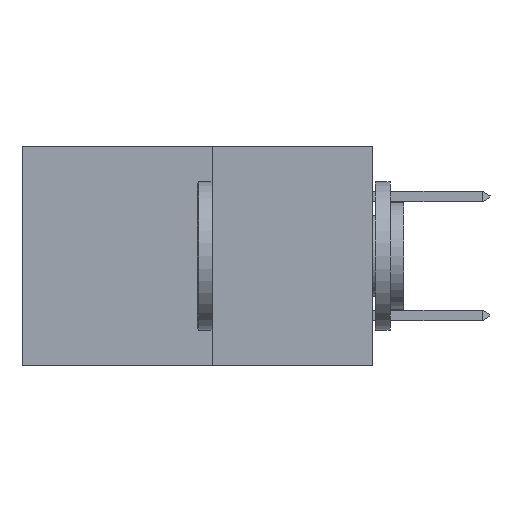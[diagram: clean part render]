
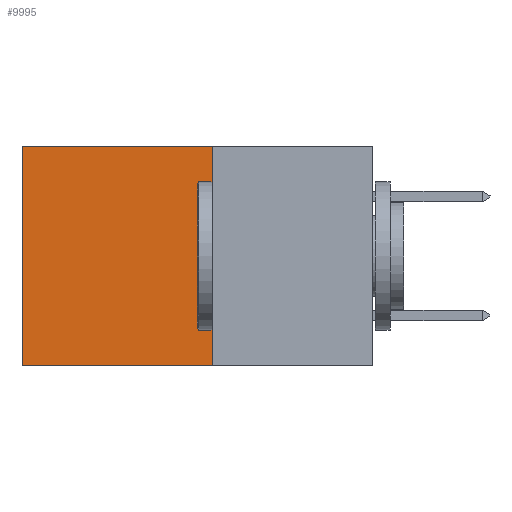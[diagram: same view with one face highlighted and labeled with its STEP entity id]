
A CAD part, left-side view. The second image highlights one B-rep face of the part: STEP entity #9995.
In plain terms, the highlighted planar face has unit normal (-1, 0, 0).
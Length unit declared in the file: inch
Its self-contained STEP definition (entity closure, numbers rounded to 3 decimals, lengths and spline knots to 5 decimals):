
#835 = ORIENTED_EDGE ( 'NONE', *, *, #8982, .F. ) ;
#1352 = VECTOR ( 'NONE', #25570, 39.37008 ) ;
#1627 = PLANE ( 'NONE',  #3386 ) ;
#2518 = EDGE_LOOP ( 'NONE', ( #20942, #13426, #835, #11460 ) ) ;
#3386 = AXIS2_PLACEMENT_3D ( 'NONE', #3593, #22249, #9948 ) ;
#3593 = CARTESIAN_POINT ( 'NONE',  ( 0.277, 0.27, -0.37 ) ) ;
#4087 = CARTESIAN_POINT ( 'NONE',  ( 0.277, 0.27, 0. ) ) ;
#4201 = DIRECTION ( 'NONE',  ( 0., 1., 0. ) ) ;
#4833 = VERTEX_POINT ( 'NONE', #24215 ) ;
#4895 = CARTESIAN_POINT ( 'NONE',  ( 0.277, 0.27, -0.37 ) ) ;
#5872 = EDGE_CURVE ( 'NONE', #18592, #4833, #18707, .T. ) ;
#6830 = LINE ( 'NONE', #17274, #1352 ) ;
#8018 = EDGE_CURVE ( 'NONE', #21297, #18592, #10276, .T. ) ;
#8547 = VERTEX_POINT ( 'NONE', #20052 ) ;
#8982 = EDGE_CURVE ( 'NONE', #21297, #8547, #20827, .T. ) ;
#9908 = VECTOR ( 'NONE', #25423, 39.37008 ) ;
#9948 = DIRECTION ( 'NONE',  ( 0., 0., -1. ) ) ;
#9995 = ADVANCED_FACE ( 'NONE', ( #18161 ), #1627, .F. ) ;
#10276 = LINE ( 'NONE', #4087, #26600 ) ;
#11119 = CARTESIAN_POINT ( 'NONE',  ( 0.277, 0.27, 0. ) ) ;
#11460 = ORIENTED_EDGE ( 'NONE', *, *, #8018, .T. ) ;
#11827 = EDGE_CURVE ( 'NONE', #8547, #4833, #6830, .T. ) ;
#13426 = ORIENTED_EDGE ( 'NONE', *, *, #11827, .F. ) ;
#13935 = VECTOR ( 'NONE', #21107, 39.37008 ) ;
#17274 = CARTESIAN_POINT ( 'NONE',  ( 0.277, 0.27, -0.37 ) ) ;
#18161 = FACE_OUTER_BOUND ( 'NONE', #2518, .T. ) ;
#18592 = VERTEX_POINT ( 'NONE', #21659 ) ;
#18707 = LINE ( 'NONE', #25037, #13935 ) ;
#20052 = CARTESIAN_POINT ( 'NONE',  ( 0.277, 0.27, -0.37 ) ) ;
#20827 = LINE ( 'NONE', #4895, #9908 ) ;
#20942 = ORIENTED_EDGE ( 'NONE', *, *, #5872, .T. ) ;
#21107 = DIRECTION ( 'NONE',  ( 0., 0., -1. ) ) ;
#21297 = VERTEX_POINT ( 'NONE', #11119 ) ;
#21659 = CARTESIAN_POINT ( 'NONE',  ( 0.277, 0.59, 0. ) ) ;
#22249 = DIRECTION ( 'NONE',  ( 1., 0., 0. ) ) ;
#24215 = CARTESIAN_POINT ( 'NONE',  ( 0.277, 0.59, -0.37 ) ) ;
#25037 = CARTESIAN_POINT ( 'NONE',  ( 0.277, 0.59, -0.37 ) ) ;
#25423 = DIRECTION ( 'NONE',  ( 0., 0., -1. ) ) ;
#25570 = DIRECTION ( 'NONE',  ( 0., 1., 0. ) ) ;
#26600 = VECTOR ( 'NONE', #4201, 39.37008 ) ;
